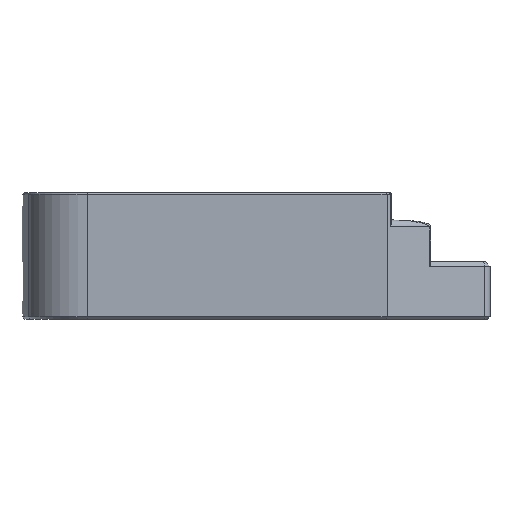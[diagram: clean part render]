
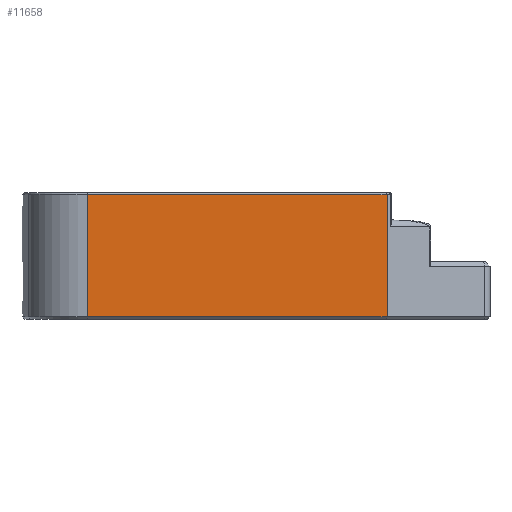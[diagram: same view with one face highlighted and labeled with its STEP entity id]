
A CAD part, left-side view. The second image highlights one B-rep face of the part: STEP entity #11658.
In plain terms, the highlighted planar face has unit normal (-1, 0, 0).
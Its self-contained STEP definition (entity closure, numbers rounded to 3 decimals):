
#2089=ORIENTED_EDGE('',*,*,#5045,.T.);
#2090=ORIENTED_EDGE('',*,*,#5046,.F.);
#2091=ORIENTED_EDGE('',*,*,#5047,.T.);
#2092=ORIENTED_EDGE('',*,*,#4914,.F.);
#4914=EDGE_CURVE('',#6471,#6468,#7387,.T.);
#5045=EDGE_CURVE('',#6471,#6583,#7488,.T.);
#5046=EDGE_CURVE('',#6584,#6583,#7489,.T.);
#5047=EDGE_CURVE('',#6584,#6468,#7490,.F.);
#6468=VERTEX_POINT('',#19926);
#6471=VERTEX_POINT('',#19931);
#6583=VERTEX_POINT('',#20194);
#6584=VERTEX_POINT('',#20196);
#7387=LINE('',#19932,#8558);
#7488=LINE('',#20193,#8659);
#7489=LINE('',#20195,#8660);
#7490=LINE('',#20197,#8661);
#8558=VECTOR('',#13729,1000.);
#8659=VECTOR('',#13920,1000.);
#8660=VECTOR('',#13921,1000.);
#8661=VECTOR('',#13922,1000.);
#9791=EDGE_LOOP('',(#2089,#2090,#2091,#2092));
#10526=FACE_BOUND('',#9791,.T.);
#11077=PLANE('',#12492);
#11658=ADVANCED_FACE('',(#10526),#11077,.F.);
#12492=AXIS2_PLACEMENT_3D('',#20192,#13918,#13919);
#13729=DIRECTION('',(0.,0.,1.));
#13918=DIRECTION('',(1.,0.,0.));
#13919=DIRECTION('',(0.,0.,-1.));
#13920=DIRECTION('',(0.,-1.,0.));
#13921=DIRECTION('',(0.,0.,-1.));
#13922=DIRECTION('',(0.,-1.,0.));
#19926=CARTESIAN_POINT('',(-30.,36.,20.6));
#19931=CARTESIAN_POINT('',(-30.,36.,-5.5));
#19932=CARTESIAN_POINT('',(-30.,36.,-4.88));
#20192=CARTESIAN_POINT('',(-30.,50.,21.));
#20193=CARTESIAN_POINT('',(-30.,-28.,-5.5));
#20194=CARTESIAN_POINT('',(-30.,-28.,-5.5));
#20195=CARTESIAN_POINT('',(-30.,-28.,129.953));
#20196=CARTESIAN_POINT('',(-30.,-28.,20.6));
#20197=CARTESIAN_POINT('',(-30.,36.,20.6));
